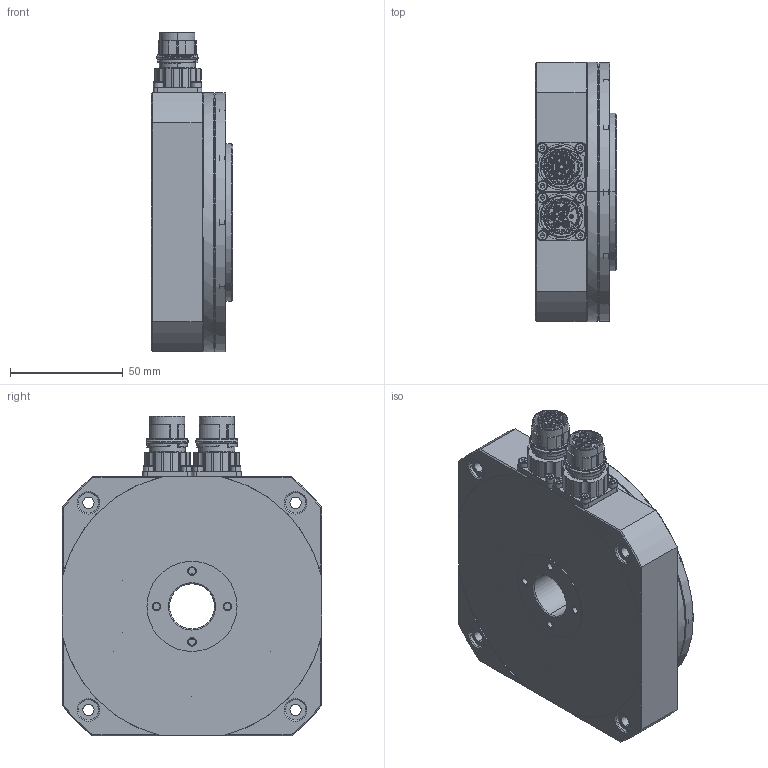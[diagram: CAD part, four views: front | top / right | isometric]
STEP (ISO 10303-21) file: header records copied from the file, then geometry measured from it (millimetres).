
FILE_DESCRIPTION (( 'STEP AP214' ), '1' );
FILE_NAME ('GTRTF.115.1.1.0.STEP', '2022-08-22T15:25:32', ( '' ), ( '' ), 'SwSTEP 2.0', 'SolidWorks 2018', '' );
FILE_SCHEMA (( 'AUTOMOTIVE_DESIGN' ));
Length unit declared in the file: millimetre
Products named in the file (7): AEGA874MR1000001A400; DIN 912-M3x8 Schwarz_DIN 912-M3x8 Schwarz; DIN 912-M3x6 Schwarz_DIN 912-M3x6 Schwarz; DIN 912-M2,5x6 Schwarz_DIN 912-M2,5x6 Schwarz; GTRTF.115.1.1-3.0 GP; BEGA878MR0800001A400; GTRTF.115.1.1.0
Assembly tree (39 placements, depth 2):
  GTRTF.115.1.1.0
    GTRTF.115.1.1-3.0 GP
    DIN 912-M3x6 Schwarz_DIN 912-M3x6 Schwarz  x8
    DIN 912-M3x8 Schwarz_DIN 912-M3x8 Schwarz  x8
    DIN 912-M2,5x6 Schwarz_DIN 912-M2,5x6 Schwarz  x20
    BEGA878MR0800001A400
    AEGA874MR1000001A400
Bounding box: 36 x 115 x 142 mm (x, y, z)
Volume: 387905.7 mm3; surface area: 62174.6 mm2
Topology: 37 solids, 55 shells, 3088 faces, 7165 edges, 4178 vertices
Faces by surface type: plane 950, cylinder 902, cone 575, bspline 384, torus 277
Entity records: 112029 total; most frequent: CARTESIAN_POINT 46663, ORIENTED_EDGE 10226, DIRECTION 9921, EDGE_CURVE 5113, AXIS2_PLACEMENT_3D 4057, VERTEX_POINT 3089, EDGE_LOOP 2372, CIRCLE 2201
